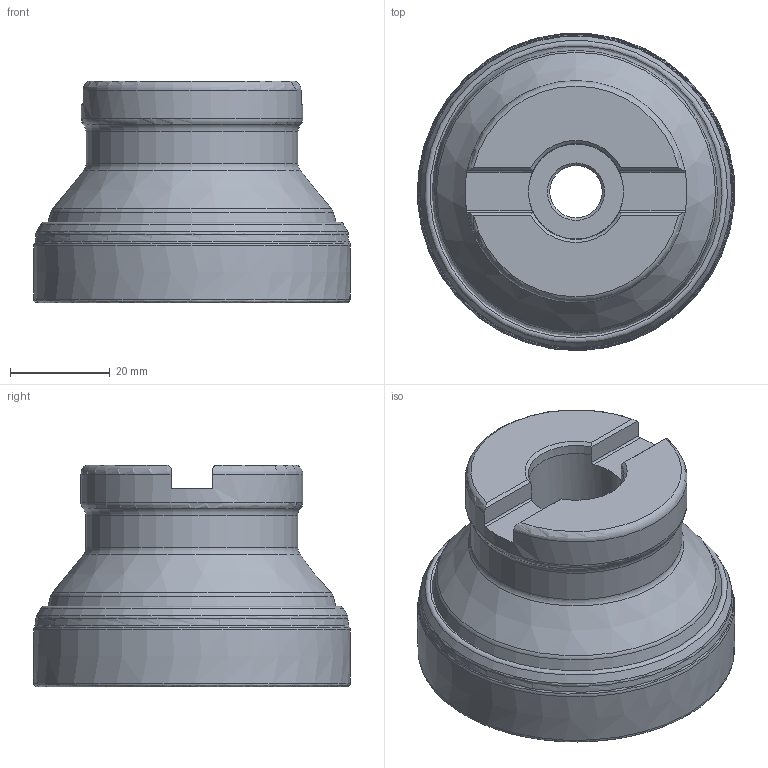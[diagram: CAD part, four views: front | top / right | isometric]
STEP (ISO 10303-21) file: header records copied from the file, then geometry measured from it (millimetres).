
FILE_DESCRIPTION(/* description */ (''),/* implementation_level */ '2;1');
FILE_NAME(/* name */ 'E-Catalogue_F90-TP16-D250Z6S075I.stp',/* time_stamp */ '2023-10-18T17:48:43+09:00',/* author */ (''),/* organization */ (''),/* preprocessor_version */ 'ST-DEVELOPER v16',/* originating_system */ 'SIEMENS PLM Software NX 10.0',/* authorisation */ '');
FILE_SCHEMA (('AP203_CONFIGURATION_CONTROLLED_3D_DESIGN_OF_MECHANICAL_PARTS_AND_ASSEMBLIES_MIM_LF { 1 0 10303 403 2 1 2}'));
Length unit declared in the file: millimetre
Products named in the file (1): 10223BFCFCF2poxr
Bounding box: 63.49 x 63.5 x 44.45 mm (x, y, z)
Volume: 79766.2 mm3; surface area: 21936.3 mm2
Topology: 1 solids, 2 shells, 73 faces, 212 edges, 165 vertices
Faces by surface type: revolution 21, plane 17, torus 15, cylinder 10, cone 10
Full cylindrical faces by diameter (mm): 10.5 x1, 16 x1, 19.05 x1, 20.05 x1, 42.45 x1, 44.45 x1
Entity records: 2489 total; most frequent: CARTESIAN_POINT 953, DIRECTION 279, ORIENTED_EDGE 232, EDGE_LOOP 124, EDGE_CURVE 116, AXIS2_PLACEMENT_3D 114, FACE_BOUND 102, VERTEX_POINT 94
